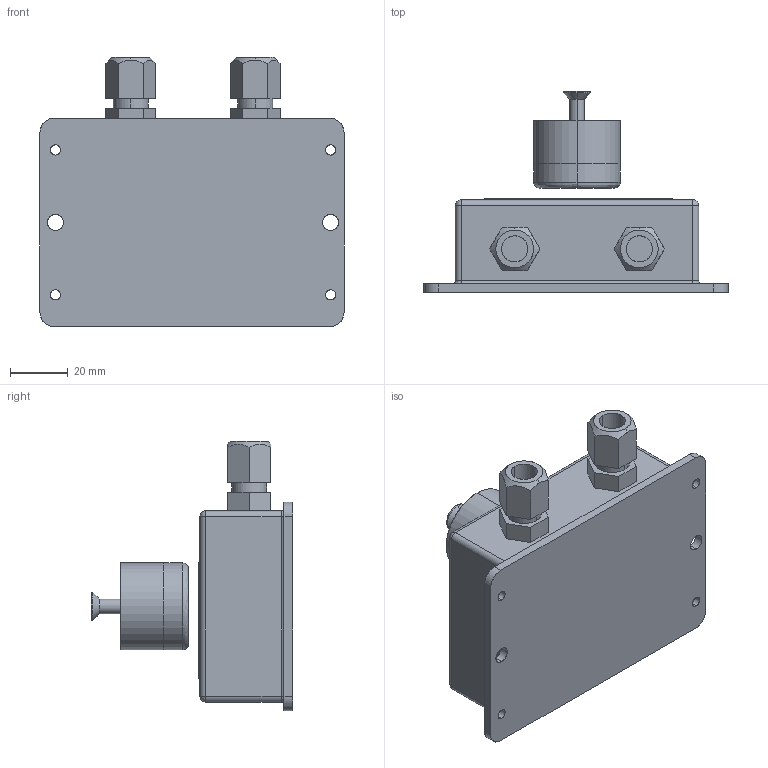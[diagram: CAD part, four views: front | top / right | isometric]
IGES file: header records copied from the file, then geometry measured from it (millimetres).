
Start section: SolidWorks IGES file using analytic representation for surfaces
Global section: file name: RFID_351985.IGS; native system: SolidWorks 2014; preprocessor: SolidWorks 2014; author: LarsenR; date: 150220.093951; units: millimetre
Bounding box: 105 x 69.5 x 93 mm (x, y, z)
Surface area: 35181.3 mm2 (no closed solid volume)
Topology: 0 solids, 0 shells, 120 faces, 1018 edges, 1014 vertices
Faces by surface type: bspline 62, revolution 58
